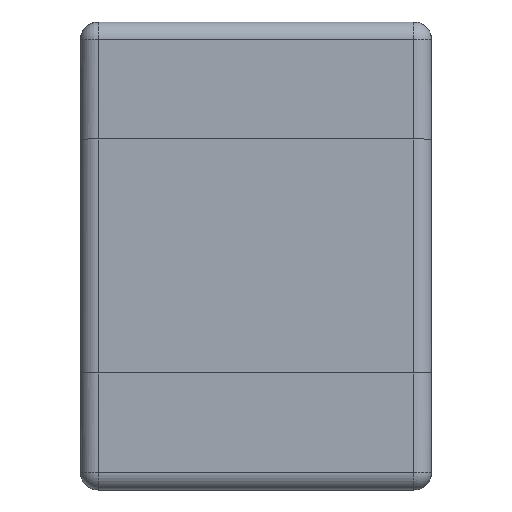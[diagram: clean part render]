
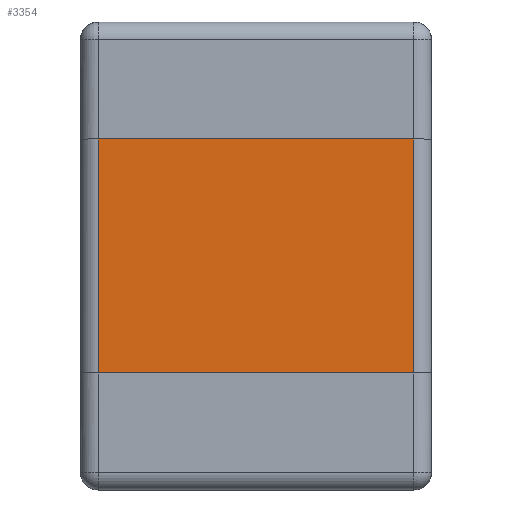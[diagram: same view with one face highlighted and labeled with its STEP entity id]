
A CAD part, left-side view. The second image highlights one B-rep face of the part: STEP entity #3354.
In plain terms, the highlighted planar face has unit normal (-1, 0, 0).
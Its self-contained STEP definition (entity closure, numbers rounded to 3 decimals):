
#58 = DIRECTION ( 'NONE',  ( 0., 0., 1. ) ) ;
#501 = EDGE_CURVE ( 'NONE', #3758, #905, #1529, .T. ) ;
#532 = ORIENTED_EDGE ( 'NONE', *, *, #501, .F. ) ;
#571 = DIRECTION ( 'NONE',  ( 0., 1., 0. ) ) ;
#591 = VERTEX_POINT ( 'NONE', #2964 ) ;
#593 = EDGE_CURVE ( 'NONE', #4244, #591, #1695, .T. ) ;
#616 = VECTOR ( 'NONE', #58, 1000. ) ;
#900 = LINE ( 'NONE', #1646, #2434 ) ;
#905 = VERTEX_POINT ( 'NONE', #2098 ) ;
#1254 = EDGE_CURVE ( 'NONE', #591, #905, #900, .T. ) ;
#1290 = CARTESIAN_POINT ( 'NONE',  ( -0.8, 0.03, 0.2 ) ) ;
#1372 = ORIENTED_EDGE ( 'NONE', *, *, #593, .T. ) ;
#1529 = LINE ( 'NONE', #2761, #1752 ) ;
#1646 = CARTESIAN_POINT ( 'NONE',  ( -0.8, 0.57, 0. ) ) ;
#1649 = LINE ( 'NONE', #3120, #616 ) ;
#1695 = LINE ( 'NONE', #2591, #3454 ) ;
#1752 = VECTOR ( 'NONE', #1771, 1000. ) ;
#1771 = DIRECTION ( 'NONE',  ( 0., 1., 0. ) ) ;
#1784 = DIRECTION ( 'NONE',  ( 0., 0., 1. ) ) ;
#2098 = CARTESIAN_POINT ( 'NONE',  ( -0.8, 0.57, -0.2 ) ) ;
#2434 = VECTOR ( 'NONE', #4035, 1000. ) ;
#2480 = DIRECTION ( 'NONE',  ( -1., 0., 0. ) ) ;
#2512 = AXIS2_PLACEMENT_3D ( 'NONE', #3798, #2480, #1784 ) ;
#2591 = CARTESIAN_POINT ( 'NONE',  ( -0.8, 0., 0.2 ) ) ;
#2761 = CARTESIAN_POINT ( 'NONE',  ( -0.8, 0., -0.2 ) ) ;
#2855 = ORIENTED_EDGE ( 'NONE', *, *, #4022, .T. ) ;
#2964 = CARTESIAN_POINT ( 'NONE',  ( -0.8, 0.57, 0.2 ) ) ;
#3120 = CARTESIAN_POINT ( 'NONE',  ( -0.8, 0.03, 0.2 ) ) ;
#3306 = CARTESIAN_POINT ( 'NONE',  ( -0.8, 0.03, -0.2 ) ) ;
#3307 = FACE_OUTER_BOUND ( 'NONE', #4278, .T. ) ;
#3354 = ADVANCED_FACE ( 'NONE', ( #3307 ), #4062, .T. ) ;
#3454 = VECTOR ( 'NONE', #571, 1000. ) ;
#3720 = ORIENTED_EDGE ( 'NONE', *, *, #1254, .T. ) ;
#3758 = VERTEX_POINT ( 'NONE', #3306 ) ;
#3798 = CARTESIAN_POINT ( 'NONE',  ( -0.8, 0., 0. ) ) ;
#4022 = EDGE_CURVE ( 'NONE', #3758, #4244, #1649, .T. ) ;
#4035 = DIRECTION ( 'NONE',  ( 0., 0., -1. ) ) ;
#4062 = PLANE ( 'NONE',  #2512 ) ;
#4244 = VERTEX_POINT ( 'NONE', #1290 ) ;
#4278 = EDGE_LOOP ( 'NONE', ( #532, #2855, #1372, #3720 ) ) ;
